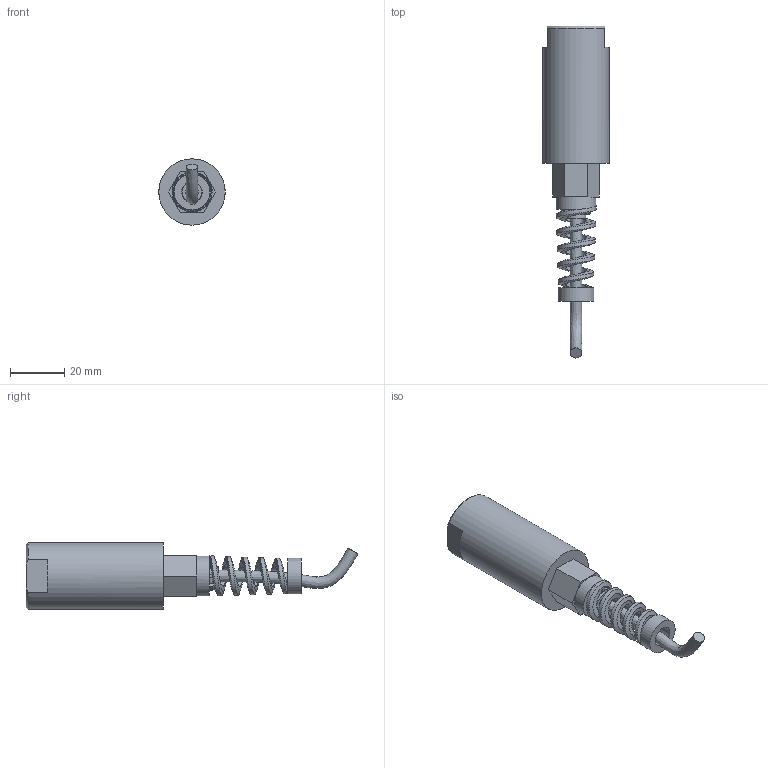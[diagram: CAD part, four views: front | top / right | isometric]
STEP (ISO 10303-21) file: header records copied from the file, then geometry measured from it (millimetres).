
FILE_DESCRIPTION((''),'2;1');
FILE_NAME('PFP350 Cable (7-16-20 thread).stp','2011-01-17T15:06:40',('thomasl'),(''),'Autodesk Inventor 2008','Autodesk Inventor 2008','');
FILE_SCHEMA(('AUTOMOTIVE_DESIGN { 1 0 10303 214 1 1 1 1 }'));
Length unit declared in the file: inch
Products named in the file (2): PFP350 Cable (7-16-20 thread); BASE
Assembly tree (1 placements, depth 2):
  PFP350 Cable (7-16-20 thread)
    BASE
Bounding box: 24.51 x 122.81 x 24.51 mm (x, y, z)
Volume: 21484.2 mm3; surface area: 12029.7 mm2
Topology: 1 solids, 3 shells, 136 faces, 422 edges, 270 vertices
Faces by surface type: plane 70, cylinder 37, cone 23, bspline 6
Full cylindrical faces by diameter (mm): 4.572 x1, 6.35 x1, 7.366 x2, 7.62 x4, 10.033 x1, 11.049 x1, 11.43 x1, 12.192 x1, 13.208 x1, 14.732 x1, 18.923 x1, 19.355 x2, 24.511 x1
Entity records: 10200 total; most frequent: CARTESIAN_POINT 6629, ORIENTED_EDGE 772, DIRECTION 714, EDGE_CURVE 386, AXIS2_PLACEMENT_3D 278, VERTEX_POINT 256, EDGE_LOOP 164, VECTOR 158
